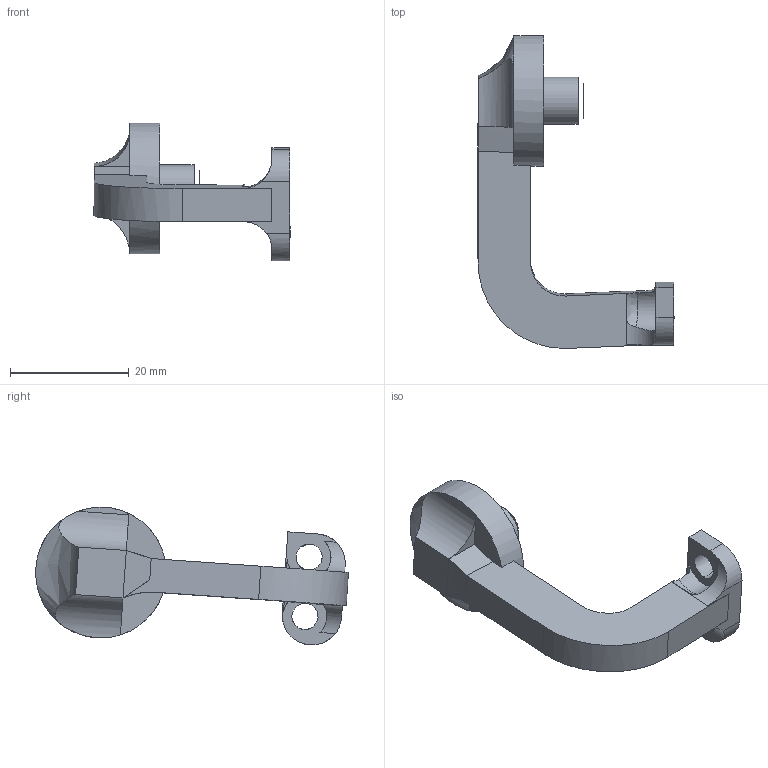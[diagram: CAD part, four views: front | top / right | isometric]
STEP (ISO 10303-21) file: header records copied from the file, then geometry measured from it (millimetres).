
FILE_DESCRIPTION(/* description */ (''),/* implementation_level */ '2;1');
FILE_NAME(/* name */ 'Ballbearing link1.step',/* time_stamp */ '2024-06-30T10:50:57+05:30',/* author */ (''),/* organization */ (''),/* preprocessor_version */ 'ST-DEVELOPER v20',/* originating_system */ 'Autodesk Translation Framework v13.14.0.145',/* authorisation */ '');
FILE_SCHEMA (('AUTOMOTIVE_DESIGN { 1 0 10303 214 3 1 1 }'));
Length unit declared in the file: millimetre
Products named in the file (1): FusionComponent
Bounding box: 32.98 x 52.64 x 23.17 mm (x, y, z)
Volume: 5927.3 mm3; surface area: 3301.1 mm2
Topology: 1 solids, 1 shells, 45 faces, 127 edges, 85 vertices
Faces by surface type: plane 20, cylinder 14, bspline 10, cone 1
Full cylindrical faces by diameter (mm): 4.4 x2, 7.95 x1, 22 x1
Entity records: 2153 total; most frequent: CARTESIAN_POINT 998, ORIENTED_EDGE 254, DIRECTION 207, EDGE_CURVE 127, VERTEX_POINT 85, AXIS2_PLACEMENT_3D 74, LINE 59, VECTOR 59
